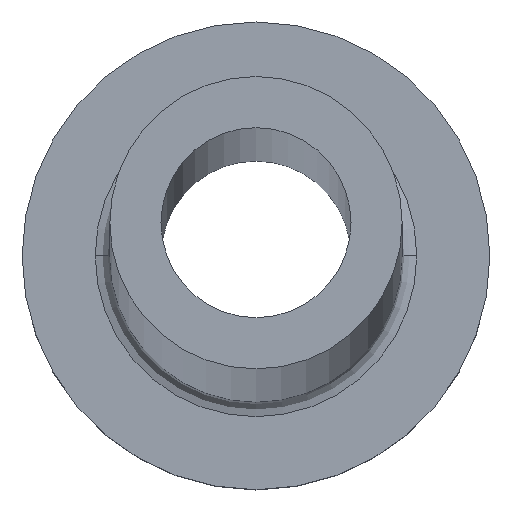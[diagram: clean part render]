
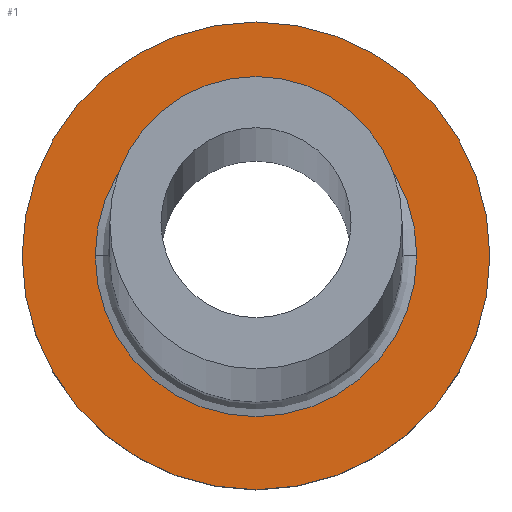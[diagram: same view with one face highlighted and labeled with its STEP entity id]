
A CAD part, top view. The second image highlights one B-rep face of the part: STEP entity #1.
In plain terms, the highlighted planar face has unit normal (0, 0, 1).
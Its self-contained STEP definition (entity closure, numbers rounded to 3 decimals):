
#1 = ADVANCED_FACE ( 'NONE', ( #366, #159 ), #365, .T. ) ;
#13 = CARTESIAN_POINT ( 'NONE',  ( 0., 0., 5. ) ) ;
#19 = CARTESIAN_POINT ( 'NONE',  ( 0., 0., 5. ) ) ;
#30 = CARTESIAN_POINT ( 'NONE',  ( 8., 0., 5. ) ) ;
#36 = ORIENTED_EDGE ( 'NONE', *, *, #312, .T. ) ;
#39 = VERTEX_POINT ( 'NONE', #123 ) ;
#53 = CARTESIAN_POINT ( 'NONE',  ( 0., 0., 5. ) ) ;
#59 = AXIS2_PLACEMENT_3D ( 'NONE', #53, #199, #176 ) ;
#84 = ORIENTED_EDGE ( 'NONE', *, *, #230, .T. ) ;
#86 = ORIENTED_EDGE ( 'NONE', *, *, #233, .T. ) ;
#94 = CIRCLE ( 'NONE', #192, 5.5 ) ;
#121 = DIRECTION ( 'NONE',  ( 0., 0., 1. ) ) ;
#123 = CARTESIAN_POINT ( 'NONE',  ( -8., 0., 5. ) ) ;
#132 = ORIENTED_EDGE ( 'NONE', *, *, #265, .T. ) ;
#136 = DIRECTION ( 'NONE',  ( 0., 0., -1. ) ) ;
#139 = CARTESIAN_POINT ( 'NONE',  ( 0., 0., 5. ) ) ;
#144 = AXIS2_PLACEMENT_3D ( 'NONE', #19, #310, #257 ) ;
#159 = FACE_OUTER_BOUND ( 'NONE', #244, .T. ) ;
#162 = AXIS2_PLACEMENT_3D ( 'NONE', #13, #282, #220 ) ;
#176 = DIRECTION ( 'NONE',  ( 1., 0., 0. ) ) ;
#192 = AXIS2_PLACEMENT_3D ( 'NONE', #139, #136, #371 ) ;
#199 = DIRECTION ( 'NONE',  ( 0., 0., 1. ) ) ;
#204 = CARTESIAN_POINT ( 'NONE',  ( 5.5, 0., 5. ) ) ;
#211 = DIRECTION ( 'NONE',  ( 1., 0., 0. ) ) ;
#220 = DIRECTION ( 'NONE',  ( 1., 0., 0. ) ) ;
#230 = EDGE_CURVE ( 'NONE', #292, #253, #264, .T. ) ;
#231 = CIRCLE ( 'NONE', #59, 8. ) ;
#233 = EDGE_CURVE ( 'NONE', #253, #292, #94, .T. ) ;
#238 = EDGE_LOOP ( 'NONE', ( #86, #84 ) ) ;
#244 = EDGE_LOOP ( 'NONE', ( #36, #132 ) ) ;
#253 = VERTEX_POINT ( 'NONE', #204 ) ;
#257 = DIRECTION ( 'NONE',  ( 1., 0., 0. ) ) ;
#264 = CIRCLE ( 'NONE', #144, 5.5 ) ;
#265 = EDGE_CURVE ( 'NONE', #354, #39, #231, .T. ) ;
#266 = AXIS2_PLACEMENT_3D ( 'NONE', #268, #121, #211 ) ;
#268 = CARTESIAN_POINT ( 'NONE',  ( 0., 0., 5. ) ) ;
#282 = DIRECTION ( 'NONE',  ( 0., 0., 1. ) ) ;
#292 = VERTEX_POINT ( 'NONE', #344 ) ;
#310 = DIRECTION ( 'NONE',  ( 0., 0., -1. ) ) ;
#312 = EDGE_CURVE ( 'NONE', #39, #354, #369, .T. ) ;
#344 = CARTESIAN_POINT ( 'NONE',  ( -5.5, 0., 5. ) ) ;
#354 = VERTEX_POINT ( 'NONE', #30 ) ;
#365 = PLANE ( 'NONE',  #162 ) ;
#366 = FACE_BOUND ( 'NONE', #238, .T. ) ;
#369 = CIRCLE ( 'NONE', #266, 8. ) ;
#371 = DIRECTION ( 'NONE',  ( 1., 0., 0. ) ) ;
